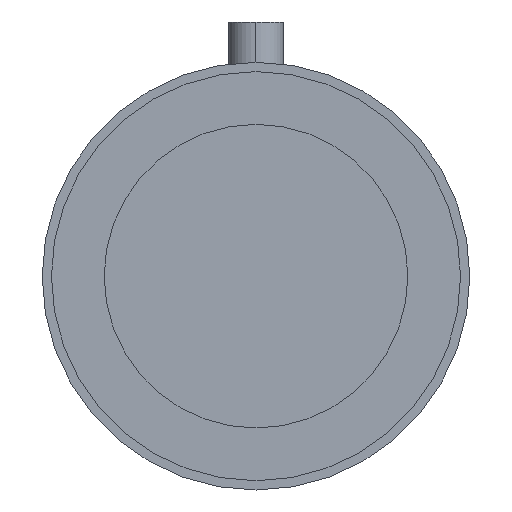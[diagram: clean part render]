
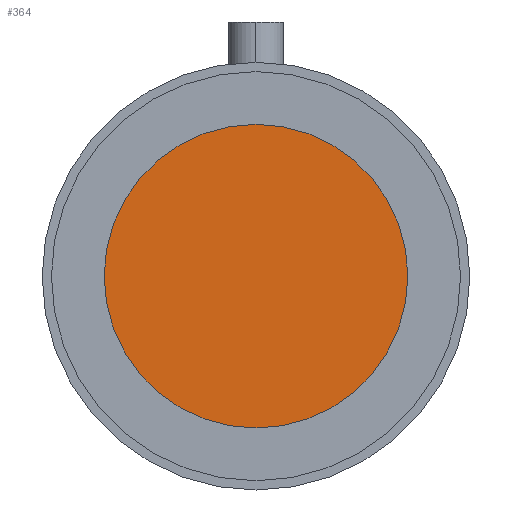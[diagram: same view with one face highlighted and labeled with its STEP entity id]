
A CAD part, front view. The second image highlights one B-rep face of the part: STEP entity #364.
In plain terms, the highlighted planar face has unit normal (0, -1, 0).
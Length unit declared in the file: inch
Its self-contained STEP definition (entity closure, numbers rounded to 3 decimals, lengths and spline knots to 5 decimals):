
#194 = AXIS2_PLACEMENT_3D ( 'NONE', #511, #1298, #363 ) ;
#324 = CIRCLE ( 'NONE', #194, 1.525 ) ;
#332 = PLANE ( 'NONE',  #1564 ) ;
#341 = ORIENTED_EDGE ( 'NONE', *, *, #921, .T. ) ;
#349 = DIRECTION ( 'NONE',  ( 0., 0., 1. ) ) ;
#363 = DIRECTION ( 'NONE',  ( 0., 0., 1. ) ) ;
#364 = ADVANCED_FACE ( 'NONE', ( #974 ), #332, .T. ) ;
#385 = CARTESIAN_POINT ( 'NONE',  ( 0., -15.878, 0. ) ) ;
#511 = CARTESIAN_POINT ( 'NONE',  ( 0., -15.878, 0. ) ) ;
#553 = EDGE_LOOP ( 'NONE', ( #341, #1634 ) ) ;
#599 = VERTEX_POINT ( 'NONE', #847 ) ;
#817 = VERTEX_POINT ( 'NONE', #1009 ) ;
#829 = CIRCLE ( 'NONE', #1111, 1.525 ) ;
#847 = CARTESIAN_POINT ( 'NONE',  ( 0., -15.878, 1.525 ) ) ;
#859 = EDGE_CURVE ( 'NONE', #817, #599, #829, .T. ) ;
#921 = EDGE_CURVE ( 'NONE', #599, #817, #324, .T. ) ;
#974 = FACE_OUTER_BOUND ( 'NONE', #553, .T. ) ;
#1009 = CARTESIAN_POINT ( 'NONE',  ( 0., -15.878, -1.525 ) ) ;
#1111 = AXIS2_PLACEMENT_3D ( 'NONE', #385, #1196, #349 ) ;
#1196 = DIRECTION ( 'NONE',  ( 0., -1., 0. ) ) ;
#1298 = DIRECTION ( 'NONE',  ( 0., -1., 0. ) ) ;
#1564 = AXIS2_PLACEMENT_3D ( 'NONE', #1597, #1590, #1577 ) ;
#1577 = DIRECTION ( 'NONE',  ( 0., 0., 1. ) ) ;
#1590 = DIRECTION ( 'NONE',  ( 0., -1., 0. ) ) ;
#1597 = CARTESIAN_POINT ( 'NONE',  ( -0.88, -15.878, 0. ) ) ;
#1634 = ORIENTED_EDGE ( 'NONE', *, *, #859, .T. ) ;
